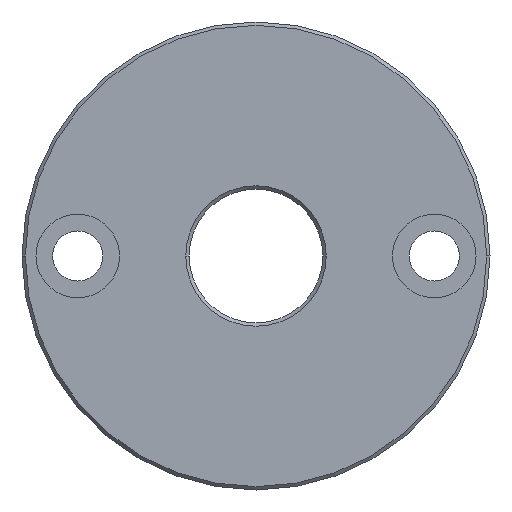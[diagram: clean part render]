
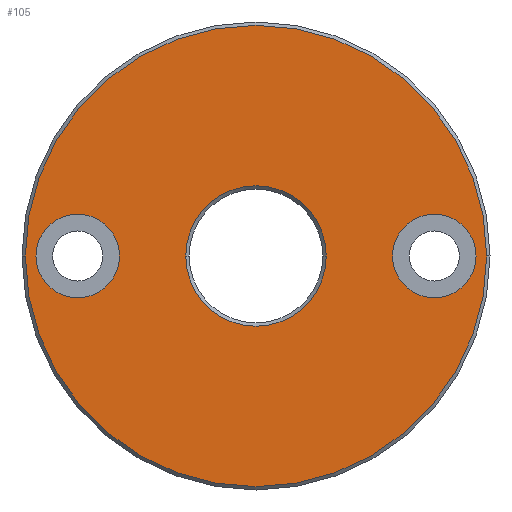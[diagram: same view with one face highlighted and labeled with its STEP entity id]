
A CAD part, left-side view. The second image highlights one B-rep face of the part: STEP entity #105.
In plain terms, the highlighted planar face has unit normal (-1, 0, 0).
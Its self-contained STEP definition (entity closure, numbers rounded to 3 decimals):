
#105 = ADVANCED_FACE( '', ( #173, #174, #175, #176 ), #177, .T. );
#173 = FACE_BOUND( '', #244, .T. );
#174 = FACE_BOUND( '', #245, .T. );
#175 = FACE_BOUND( '', #246, .T. );
#176 = FACE_OUTER_BOUND( '', #247, .T. );
#177 = PLANE( '', #248 );
#244 = EDGE_LOOP( '', ( #469, #470 ) );
#245 = EDGE_LOOP( '', ( #471, #472 ) );
#246 = EDGE_LOOP( '', ( #473, #474 ) );
#247 = EDGE_LOOP( '', ( #475, #476 ) );
#248 = AXIS2_PLACEMENT_3D( '', #477, #478, #479 );
#469 = ORIENTED_EDGE( '', *, *, #531, .T. );
#470 = ORIENTED_EDGE( '', *, *, #521, .T. );
#471 = ORIENTED_EDGE( '', *, *, #535, .T. );
#472 = ORIENTED_EDGE( '', *, *, #513, .T. );
#473 = ORIENTED_EDGE( '', *, *, #536, .F. );
#474 = ORIENTED_EDGE( '', *, *, #511, .F. );
#475 = ORIENTED_EDGE( '', *, *, #483, .T. );
#476 = ORIENTED_EDGE( '', *, *, #548, .T. );
#477 = CARTESIAN_POINT( '', ( 0., 13.5, 0. ) );
#478 = DIRECTION( '', ( -1., 0., 0. ) );
#479 = DIRECTION( '', ( 0., 1., 0. ) );
#483 = EDGE_CURVE( '', #550, #554, #556, .T. );
#511 = EDGE_CURVE( '', #604, #602, #606, .T. );
#513 = EDGE_CURVE( '', #610, #607, #611, .T. );
#521 = EDGE_CURVE( '', #626, #623, #627, .T. );
#531 = EDGE_CURVE( '', #623, #626, #642, .T. );
#535 = EDGE_CURVE( '', #607, #610, #646, .T. );
#536 = EDGE_CURVE( '', #602, #604, #647, .T. );
#548 = EDGE_CURVE( '', #554, #550, #660, .T. );
#550 = VERTEX_POINT( '', #662 );
#554 = VERTEX_POINT( '', #667 );
#556 = CIRCLE( '', #670, 20.7 );
#602 = VERTEX_POINT( '', #728 );
#604 = VERTEX_POINT( '', #731 );
#606 = CIRCLE( '', #734, 6.3 );
#607 = VERTEX_POINT( '', #735 );
#610 = VERTEX_POINT( '', #739 );
#611 = CIRCLE( '', #740, 3.75 );
#623 = VERTEX_POINT( '', #755 );
#626 = VERTEX_POINT( '', #759 );
#627 = CIRCLE( '', #760, 3.75 );
#642 = CIRCLE( '', #778, 3.75 );
#646 = CIRCLE( '', #782, 3.75 );
#647 = CIRCLE( '', #783, 6.3 );
#660 = CIRCLE( '', #796, 20.7 );
#662 = CARTESIAN_POINT( '', ( 0., 20.7, 0. ) );
#667 = CARTESIAN_POINT( '', ( 0., -20.7, 0. ) );
#670 = AXIS2_PLACEMENT_3D( '', #802, #803, #804 );
#728 = CARTESIAN_POINT( '', ( 0., 6.3, 0. ) );
#731 = CARTESIAN_POINT( '', ( 0., -6.3, 0. ) );
#734 = AXIS2_PLACEMENT_3D( '', #858, #859, #860 );
#735 = CARTESIAN_POINT( '', ( 0., 19.75, 0. ) );
#739 = CARTESIAN_POINT( '', ( 0., 12.25, 0. ) );
#740 = AXIS2_PLACEMENT_3D( '', #862, #863, #864 );
#755 = CARTESIAN_POINT( '', ( 0., -12.25, 0. ) );
#759 = CARTESIAN_POINT( '', ( 0., -19.75, 0. ) );
#760 = AXIS2_PLACEMENT_3D( '', #878, #879, #880 );
#778 = AXIS2_PLACEMENT_3D( '', #902, #903, #904 );
#782 = AXIS2_PLACEMENT_3D( '', #914, #915, #916 );
#783 = AXIS2_PLACEMENT_3D( '', #917, #918, #919 );
#796 = AXIS2_PLACEMENT_3D( '', #953, #954, #955 );
#802 = CARTESIAN_POINT( '', ( 0., 0., 0. ) );
#803 = DIRECTION( '', ( -1., 0., 0. ) );
#804 = DIRECTION( '', ( 0., 1., 0. ) );
#858 = CARTESIAN_POINT( '', ( 0., 0., 0. ) );
#859 = DIRECTION( '', ( -1., 0., 0. ) );
#860 = DIRECTION( '', ( 0., 1., 0. ) );
#862 = CARTESIAN_POINT( '', ( 0., 16., 0. ) );
#863 = DIRECTION( '', ( 1., 0., 0. ) );
#864 = DIRECTION( '', ( 0., 1., 0. ) );
#878 = CARTESIAN_POINT( '', ( 0., -16., 0. ) );
#879 = DIRECTION( '', ( 1., 0., 0. ) );
#880 = DIRECTION( '', ( 0., 1., 0. ) );
#902 = CARTESIAN_POINT( '', ( 0., -16., 0. ) );
#903 = DIRECTION( '', ( 1., 0., 0. ) );
#904 = DIRECTION( '', ( 0., 1., 0. ) );
#914 = CARTESIAN_POINT( '', ( 0., 16., 0. ) );
#915 = DIRECTION( '', ( 1., 0., 0. ) );
#916 = DIRECTION( '', ( 0., 1., 0. ) );
#917 = CARTESIAN_POINT( '', ( 0., 0., 0. ) );
#918 = DIRECTION( '', ( -1., 0., 0. ) );
#919 = DIRECTION( '', ( 0., 1., 0. ) );
#953 = CARTESIAN_POINT( '', ( 0., 0., 0. ) );
#954 = DIRECTION( '', ( -1., 0., 0. ) );
#955 = DIRECTION( '', ( 0., 1., 0. ) );
